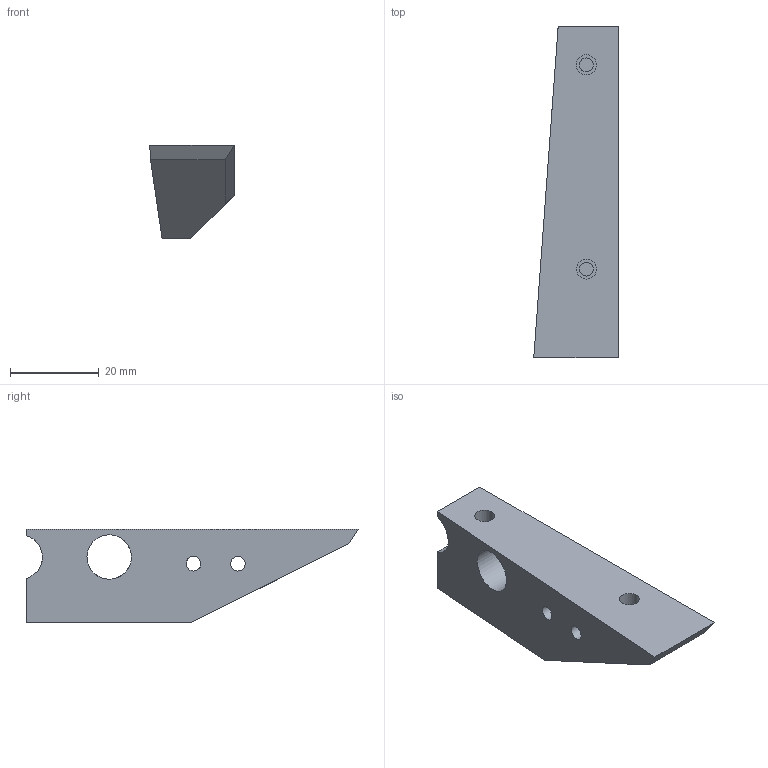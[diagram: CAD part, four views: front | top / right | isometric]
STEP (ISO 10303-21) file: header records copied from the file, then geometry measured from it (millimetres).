
FILE_DESCRIPTION(/* description */ (''),/* implementation_level */ '2;1');
FILE_NAME(/* name */ 'vcore3-arrmchainmount.step',/* time_stamp */ '2022-01-06T00:24:06+01:00',/* author */ (''),/* organization */ (''),/* preprocessor_version */ 'ST-DEVELOPER v18.1',/* originating_system */ 'Autodesk Translation Framework v10.10.0.1391',/* authorisation */ '');
FILE_SCHEMA (('AUTOMOTIVE_DESIGN { 1 0 10303 214 3 1 1 }'));
Length unit declared in the file: millimetre
Products named in the file (1): V-Core 3 ArmChainMount
Bounding box: 19 x 74.7 x 21.14 mm (x, y, z)
Volume: 14615.5 mm3; surface area: 5890 mm2
Topology: 1 solids, 1 shells, 27 faces, 60 edges, 40 vertices
Faces by surface type: plane 17, cylinder 10
Full cylindrical faces by diameter (mm): 3.1 x2, 3.3 x2, 4.5 x2, 6 x2, 10 x1
Entity records: 808 total; most frequent: DIRECTION 138, CARTESIAN_POINT 128, ORIENTED_EDGE 120, EDGE_CURVE 60, AXIS2_PLACEMENT_3D 50, VERTEX_POINT 40, EDGE_LOOP 38, LINE 38
